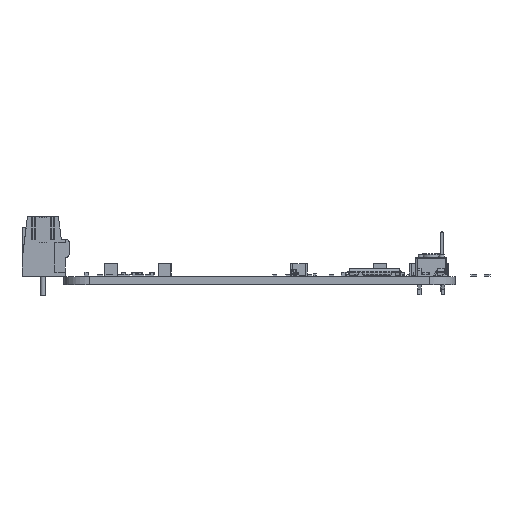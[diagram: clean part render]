
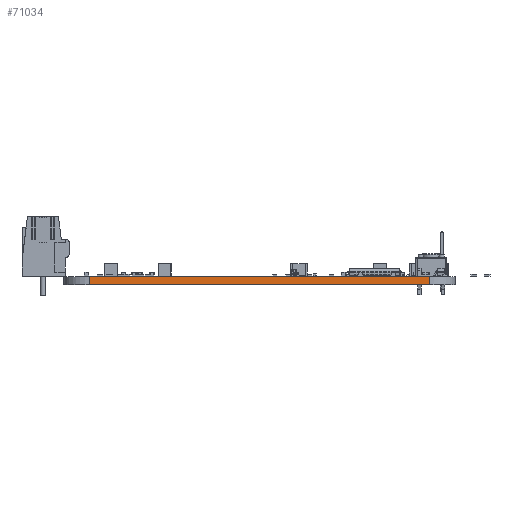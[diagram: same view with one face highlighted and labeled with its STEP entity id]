
A CAD part, left-side view. The second image highlights one B-rep face of the part: STEP entity #71034.
In plain terms, the highlighted planar face has unit normal (-1, 0, 0).
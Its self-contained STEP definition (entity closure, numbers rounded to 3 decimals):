
#69339 = VERTEX_POINT('',#69340);
#69340 = CARTESIAN_POINT('',(137.65,-100.73,0.));
#69347 = EDGE_CURVE('',#69348,#69339,#69350,.T.);
#69348 = VERTEX_POINT('',#69349);
#69349 = CARTESIAN_POINT('',(137.65,-165.73,0.));
#69350 = LINE('',#69351,#69352);
#69351 = CARTESIAN_POINT('',(137.65,-165.73,0.));
#69352 = VECTOR('',#69353,1.);
#69353 = DIRECTION('',(0.,1.,0.));
#70173 = VERTEX_POINT('',#70174);
#70174 = CARTESIAN_POINT('',(137.65,-100.73,1.555));
#70181 = EDGE_CURVE('',#70182,#70173,#70184,.T.);
#70182 = VERTEX_POINT('',#70183);
#70183 = CARTESIAN_POINT('',(137.65,-165.73,1.555));
#70184 = LINE('',#70185,#70186);
#70185 = CARTESIAN_POINT('',(137.65,-165.73,1.555));
#70186 = VECTOR('',#70187,1.);
#70187 = DIRECTION('',(0.,1.,0.));
#71004 = EDGE_CURVE('',#69339,#70173,#71005,.T.);
#71005 = LINE('',#71006,#71007);
#71006 = CARTESIAN_POINT('',(137.65,-100.73,0.));
#71007 = VECTOR('',#71008,1.);
#71008 = DIRECTION('',(0.,0.,1.));
#71034 = ADVANCED_FACE('',(#71035),#71046,.T.);
#71035 = FACE_BOUND('',#71036,.T.);
#71036 = EDGE_LOOP('',(#71037,#71043,#71044,#71045));
#71037 = ORIENTED_EDGE('',*,*,#71038,.T.);
#71038 = EDGE_CURVE('',#69348,#70182,#71039,.T.);
#71039 = LINE('',#71040,#71041);
#71040 = CARTESIAN_POINT('',(137.65,-165.73,0.));
#71041 = VECTOR('',#71042,1.);
#71042 = DIRECTION('',(0.,0.,1.));
#71043 = ORIENTED_EDGE('',*,*,#70181,.T.);
#71044 = ORIENTED_EDGE('',*,*,#71004,.F.);
#71045 = ORIENTED_EDGE('',*,*,#69347,.F.);
#71046 = PLANE('',#71047);
#71047 = AXIS2_PLACEMENT_3D('',#71048,#71049,#71050);
#71048 = CARTESIAN_POINT('',(137.65,-165.73,0.));
#71049 = DIRECTION('',(-1.,0.,0.));
#71050 = DIRECTION('',(0.,1.,0.));
